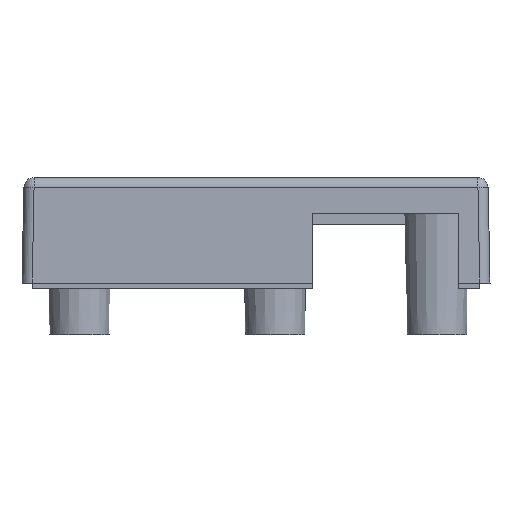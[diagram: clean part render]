
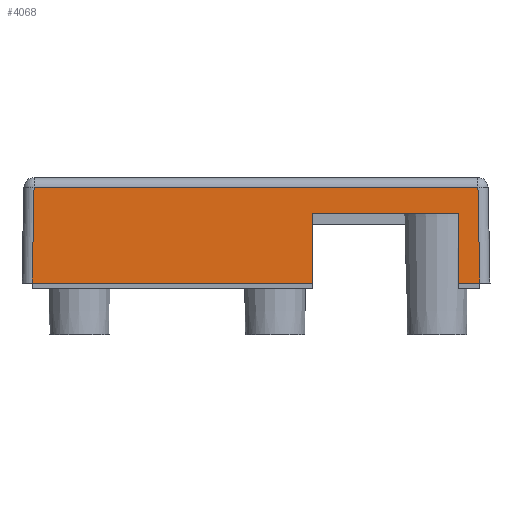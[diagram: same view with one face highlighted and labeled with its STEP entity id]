
A CAD part, left-side view. The second image highlights one B-rep face of the part: STEP entity #4068.
In plain terms, the highlighted planar face has unit normal (-1, 0, 0.019).
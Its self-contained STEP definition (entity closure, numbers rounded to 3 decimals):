
#207=PLANE('',#4304);
#356=FACE_OUTER_BOUND('',#584,.T.);
#584=EDGE_LOOP('',(#2986,#2987,#2988,#2989,#2990,#2991,#2992,#2993));
#980=LINE('',#5768,#1419);
#990=LINE('',#5790,#1429);
#997=LINE('',#5806,#1436);
#998=LINE('',#5808,#1437);
#999=LINE('',#5810,#1438);
#1000=LINE('',#5812,#1439);
#1001=LINE('',#5814,#1440);
#1002=LINE('',#5815,#1441);
#1419=VECTOR('',#4724,10.);
#1429=VECTOR('',#4744,10.);
#1436=VECTOR('',#4759,10.);
#1437=VECTOR('',#4760,10.);
#1438=VECTOR('',#4761,10.);
#1439=VECTOR('',#4762,10.);
#1440=VECTOR('',#4763,10.);
#1441=VECTOR('',#4764,10.);
#1845=VERTEX_POINT('',#5765);
#1846=VERTEX_POINT('',#5767);
#1853=VERTEX_POINT('',#5788);
#1858=VERTEX_POINT('',#5805);
#1859=VERTEX_POINT('',#5807);
#1860=VERTEX_POINT('',#5809);
#1861=VERTEX_POINT('',#5811);
#1862=VERTEX_POINT('',#5813);
#2276=EDGE_CURVE('',#1846,#1845,#980,.T.);
#2287=EDGE_CURVE('',#1845,#1853,#990,.T.);
#2295=EDGE_CURVE('',#1853,#1858,#997,.T.);
#2296=EDGE_CURVE('',#1859,#1858,#998,.F.);
#2297=EDGE_CURVE('',#1859,#1860,#999,.T.);
#2298=EDGE_CURVE('',#1861,#1860,#1000,.T.);
#2299=EDGE_CURVE('',#1862,#1861,#1001,.T.);
#2300=EDGE_CURVE('',#1846,#1862,#1002,.T.);
#2986=ORIENTED_EDGE('',*,*,#2287,.T.);
#2987=ORIENTED_EDGE('',*,*,#2295,.T.);
#2988=ORIENTED_EDGE('',*,*,#2296,.F.);
#2989=ORIENTED_EDGE('',*,*,#2297,.T.);
#2990=ORIENTED_EDGE('',*,*,#2298,.F.);
#2991=ORIENTED_EDGE('',*,*,#2299,.F.);
#2992=ORIENTED_EDGE('',*,*,#2300,.F.);
#2993=ORIENTED_EDGE('',*,*,#2276,.T.);
#4068=ADVANCED_FACE('',(#356),#207,.T.);
#4304=AXIS2_PLACEMENT_3D('',#5804,#4757,#4758);
#4724=DIRECTION('',(0.,-1.,0.));
#4744=DIRECTION('',(0.019,0.,1.));
#4757=DIRECTION('center_axis',(-1.,0.,
0.019));
#4758=DIRECTION('ref_axis',(0.,-1.,0.));
#4759=DIRECTION('',(0.,-1.,0.));
#4760=DIRECTION('',(-0.019,0.,-1.));
#4761=DIRECTION('',(0.,-1.,0.));
#4762=DIRECTION('',(-0.019,-0.019,-1.));
#4763=DIRECTION('',(0.,-1.,0.));
#4764=DIRECTION('',(0.019,-0.019,1.));
#5765=CARTESIAN_POINT('',(-43.488,-6.632,14.1));
#5767=CARTESIAN_POINT('',(-43.488,26.288,14.1));
#5768=CARTESIAN_POINT('',(-43.488,25.315,14.1));
#5788=CARTESIAN_POINT('',(-43.33,-6.632,22.32));
#5790=CARTESIAN_POINT('',(-43.683,-6.632,3.931));
#5804=CARTESIAN_POINT('Origin',(-43.759,27.25,0.005));
#5805=CARTESIAN_POINT('',(-43.33,-23.815,22.32));
#5806=CARTESIAN_POINT('',(-43.33,9.753,22.32));
#5807=CARTESIAN_POINT('',(-43.488,-23.815,14.1));
#5808=CARTESIAN_POINT('',(-43.528,-23.815,12.013));
#5809=CARTESIAN_POINT('',(-43.488,-26.288,14.1));
#5810=CARTESIAN_POINT('',(-43.488,1.718,14.1));
#5811=CARTESIAN_POINT('',(-43.273,-26.073,25.323));
#5812=CARTESIAN_POINT('',(-43.749,-26.549,0.514));
#5813=CARTESIAN_POINT('',(-43.273,26.073,25.323));
#5814=CARTESIAN_POINT('',(-43.273,13.625,25.323));
#5815=CARTESIAN_POINT('',(-43.743,26.543,0.821));
